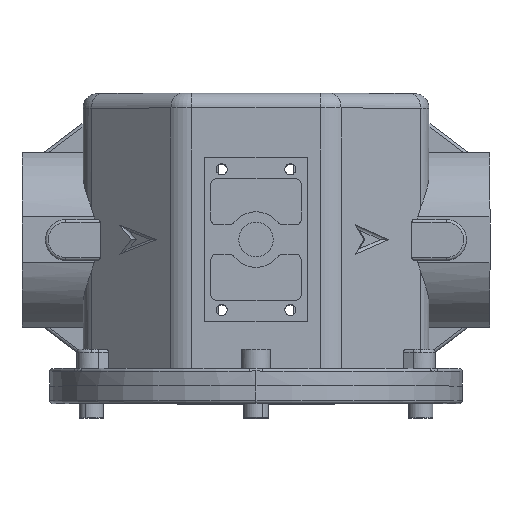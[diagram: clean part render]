
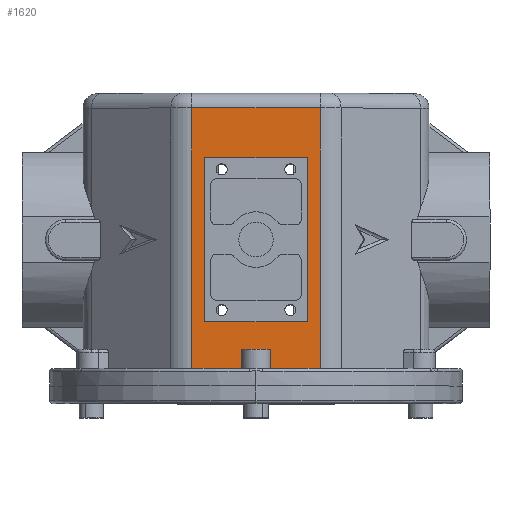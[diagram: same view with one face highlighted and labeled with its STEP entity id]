
A CAD part, top view. The second image highlights one B-rep face of the part: STEP entity #1620.
In plain terms, the highlighted planar face has unit normal (0, 0, 1).
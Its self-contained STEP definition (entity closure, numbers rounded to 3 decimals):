
#263 = LINE ( 'NONE', #14332, #7493 ) ;
#461 = CARTESIAN_POINT ( 'NONE',  ( 21.998, 45., 59.14 ) ) ;
#484 = CARTESIAN_POINT ( 'NONE',  ( -5., -44., 59.14 ) ) ;
#869 = LINE ( 'NONE', #10476, #12421 ) ;
#949 = EDGE_CURVE ( 'NONE', #7613, #4722, #14817, .T. ) ;
#975 = DIRECTION ( 'NONE',  ( 0., 1., 0. ) ) ;
#1019 = EDGE_CURVE ( 'NONE', #1848, #16229, #263, .T. ) ;
#1234 = FACE_OUTER_BOUND ( 'NONE', #3979, .T. ) ;
#1269 = DIRECTION ( 'NONE',  ( -1., 0., 0. ) ) ;
#1587 = CARTESIAN_POINT ( 'NONE',  ( -5., -37.5, 59.14 ) ) ;
#1620 = ADVANCED_FACE ( 'NONE', ( #7673, #1234 ), #8217, .F. ) ;
#1771 = CARTESIAN_POINT ( 'NONE',  ( -17.5, 28.043, 59.14 ) ) ;
#1848 = VERTEX_POINT ( 'NONE', #11505 ) ;
#1879 = VECTOR ( 'NONE', #4283, 1000. ) ;
#2067 = EDGE_CURVE ( 'NONE', #5581, #13078, #7110, .T. ) ;
#2251 = CARTESIAN_POINT ( 'NONE',  ( -17.5, -28.043, 59.14 ) ) ;
#2327 = LINE ( 'NONE', #5550, #14468 ) ;
#2547 = CARTESIAN_POINT ( 'NONE',  ( 5., -37.5, 59.14 ) ) ;
#3209 = CARTESIAN_POINT ( 'NONE',  ( 5., -37.5, 59.14 ) ) ;
#3740 = ORIENTED_EDGE ( 'NONE', *, *, #6118, .T. ) ;
#3749 = CARTESIAN_POINT ( 'NONE',  ( 21.998, -44., 59.14 ) ) ;
#3851 = ORIENTED_EDGE ( 'NONE', *, *, #13750, .T. ) ;
#3892 = CARTESIAN_POINT ( 'NONE',  ( -26.14, 45., 59.14 ) ) ;
#3979 = EDGE_LOOP ( 'NONE', ( #3740, #7482, #7011, #10735, #5708, #4778, #4707, #3851 ) ) ;
#4283 = DIRECTION ( 'NONE',  ( 1., 0., 0. ) ) ;
#4506 = EDGE_CURVE ( 'NONE', #7613, #14993, #9478, .T. ) ;
#4707 = ORIENTED_EDGE ( 'NONE', *, *, #4506, .T. ) ;
#4722 = VERTEX_POINT ( 'NONE', #1587 ) ;
#4778 = ORIENTED_EDGE ( 'NONE', *, *, #949, .F. ) ;
#4927 = VECTOR ( 'NONE', #12793, 1000. ) ;
#5191 = CARTESIAN_POINT ( 'NONE',  ( -21.998, -44., 59.14 ) ) ;
#5550 = CARTESIAN_POINT ( 'NONE',  ( 21.998, 50., 59.14 ) ) ;
#5581 = VERTEX_POINT ( 'NONE', #6358 ) ;
#5708 = ORIENTED_EDGE ( 'NONE', *, *, #14480, .F. ) ;
#5792 = ORIENTED_EDGE ( 'NONE', *, *, #12556, .T. ) ;
#5873 = CARTESIAN_POINT ( 'NONE',  ( 5., -44., 59.14 ) ) ;
#6008 = VECTOR ( 'NONE', #12696, 1000. ) ;
#6118 = EDGE_CURVE ( 'NONE', #14662, #14403, #2327, .T. ) ;
#6358 = CARTESIAN_POINT ( 'NONE',  ( -17.5, 28.043, 59.14 ) ) ;
#6398 = VECTOR ( 'NONE', #14223, 1000. ) ;
#7011 = ORIENTED_EDGE ( 'NONE', *, *, #1019, .T. ) ;
#7110 = LINE ( 'NONE', #1771, #1879 ) ;
#7187 = VERTEX_POINT ( 'NONE', #16582 ) ;
#7425 = CARTESIAN_POINT ( 'NONE',  ( -21.998, -44., 59.14 ) ) ;
#7443 = EDGE_LOOP ( 'NONE', ( #14845, #5792, #8999, #14009 ) ) ;
#7461 = LINE ( 'NONE', #9710, #12169 ) ;
#7482 = ORIENTED_EDGE ( 'NONE', *, *, #16744, .T. ) ;
#7493 = VECTOR ( 'NONE', #15742, 1000. ) ;
#7613 = VERTEX_POINT ( 'NONE', #3209 ) ;
#7673 = FACE_BOUND ( 'NONE', #7443, .T. ) ;
#8217 = PLANE ( 'NONE',  #9397 ) ;
#8277 = LINE ( 'NONE', #11277, #16574 ) ;
#8388 = DIRECTION ( 'NONE',  ( -1., 0., 0. ) ) ;
#8843 = VECTOR ( 'NONE', #11311, 1000. ) ;
#8938 = DIRECTION ( 'NONE',  ( 0., -1., 0. ) ) ;
#8999 = ORIENTED_EDGE ( 'NONE', *, *, #13160, .F. ) ;
#9209 = LINE ( 'NONE', #3892, #4927 ) ;
#9397 = AXIS2_PLACEMENT_3D ( 'NONE', #12209, #16203, #8388 ) ;
#9478 = LINE ( 'NONE', #2547, #6008 ) ;
#9710 = CARTESIAN_POINT ( 'NONE',  ( -5., -37.5, 59.14 ) ) ;
#9861 = EDGE_CURVE ( 'NONE', #7187, #13078, #8277, .T. ) ;
#10102 = CARTESIAN_POINT ( 'NONE',  ( -5., -37.5, 59.14 ) ) ;
#10476 = CARTESIAN_POINT ( 'NONE',  ( -21.998, -44., 59.14 ) ) ;
#10735 = ORIENTED_EDGE ( 'NONE', *, *, #12654, .T. ) ;
#10855 = DIRECTION ( 'NONE',  ( 0., 1., 0. ) ) ;
#11277 = CARTESIAN_POINT ( 'NONE',  ( 17.5, 30.75, 59.14 ) ) ;
#11311 = DIRECTION ( 'NONE',  ( -1., 0., 0. ) ) ;
#11505 = CARTESIAN_POINT ( 'NONE',  ( -21.998, 45., 59.14 ) ) ;
#11572 = VECTOR ( 'NONE', #1269, 1000. ) ;
#11771 = DIRECTION ( 'NONE',  ( 1., 0., 0. ) ) ;
#11866 = VERTEX_POINT ( 'NONE', #484 ) ;
#12169 = VECTOR ( 'NONE', #14750, 1000. ) ;
#12209 = CARTESIAN_POINT ( 'NONE',  ( -26.14, 50., 59.14 ) ) ;
#12310 = VECTOR ( 'NONE', #8938, 1000. ) ;
#12421 = VECTOR ( 'NONE', #11771, 1000. ) ;
#12556 = EDGE_CURVE ( 'NONE', #7187, #15286, #13513, .T. ) ;
#12654 = EDGE_CURVE ( 'NONE', #16229, #11866, #16347, .T. ) ;
#12696 = DIRECTION ( 'NONE',  ( 0., -1., 0. ) ) ;
#12793 = DIRECTION ( 'NONE',  ( -1., 0., 0. ) ) ;
#12802 = CARTESIAN_POINT ( 'NONE',  ( 17.5, 28.043, 59.14 ) ) ;
#13078 = VERTEX_POINT ( 'NONE', #12802 ) ;
#13160 = EDGE_CURVE ( 'NONE', #5581, #15286, #15729, .T. ) ;
#13513 = LINE ( 'NONE', #2251, #8843 ) ;
#13750 = EDGE_CURVE ( 'NONE', #14993, #14662, #869, .T. ) ;
#14009 = ORIENTED_EDGE ( 'NONE', *, *, #2067, .T. ) ;
#14223 = DIRECTION ( 'NONE',  ( 1., 0., 0. ) ) ;
#14332 = CARTESIAN_POINT ( 'NONE',  ( -21.998, 50., 59.14 ) ) ;
#14369 = CARTESIAN_POINT ( 'NONE',  ( -17.5, -28.043, 59.14 ) ) ;
#14403 = VERTEX_POINT ( 'NONE', #461 ) ;
#14468 = VECTOR ( 'NONE', #10855, 1000. ) ;
#14480 = EDGE_CURVE ( 'NONE', #4722, #11866, #7461, .T. ) ;
#14662 = VERTEX_POINT ( 'NONE', #3749 ) ;
#14750 = DIRECTION ( 'NONE',  ( 0., -1., 0. ) ) ;
#14817 = LINE ( 'NONE', #10102, #11572 ) ;
#14845 = ORIENTED_EDGE ( 'NONE', *, *, #9861, .F. ) ;
#14993 = VERTEX_POINT ( 'NONE', #5873 ) ;
#15286 = VERTEX_POINT ( 'NONE', #14369 ) ;
#15729 = LINE ( 'NONE', #16692, #12310 ) ;
#15742 = DIRECTION ( 'NONE',  ( 0., -1., 0. ) ) ;
#16203 = DIRECTION ( 'NONE',  ( 0., 0., -1. ) ) ;
#16229 = VERTEX_POINT ( 'NONE', #7425 ) ;
#16347 = LINE ( 'NONE', #5191, #6398 ) ;
#16574 = VECTOR ( 'NONE', #975, 1000. ) ;
#16582 = CARTESIAN_POINT ( 'NONE',  ( 17.5, -28.043, 59.14 ) ) ;
#16692 = CARTESIAN_POINT ( 'NONE',  ( -17.5, 30.75, 59.14 ) ) ;
#16744 = EDGE_CURVE ( 'NONE', #14403, #1848, #9209, .T. ) ;
